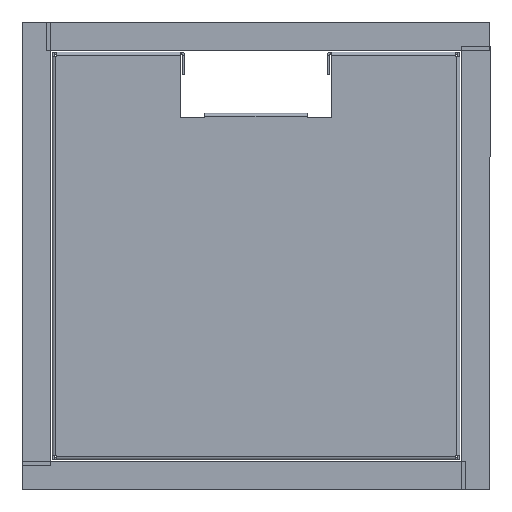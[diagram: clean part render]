
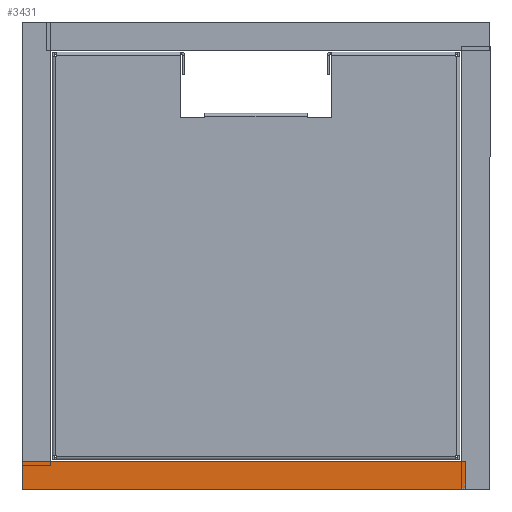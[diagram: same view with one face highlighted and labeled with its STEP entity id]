
A CAD part, front view. The second image highlights one B-rep face of the part: STEP entity #3431.
In plain terms, the highlighted planar face has unit normal (0, -1, 0).
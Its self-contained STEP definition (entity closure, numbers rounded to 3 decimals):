
#28 = PLANE ( 'NONE',  #1720 ) ;
#195 = EDGE_CURVE ( 'NONE', #521, #1186, #4401, .T. ) ;
#267 = LINE ( 'NONE', #1754, #2093 ) ;
#475 = VECTOR ( 'NONE', #3541, 1000. ) ;
#521 = VERTEX_POINT ( 'NONE', #2555 ) ;
#1055 = DIRECTION ( 'NONE',  ( 0., 0., -1. ) ) ;
#1129 = VERTEX_POINT ( 'NONE', #3259 ) ;
#1186 = VERTEX_POINT ( 'NONE', #1797 ) ;
#1359 = CARTESIAN_POINT ( 'NONE',  ( 20., 0., 306.8 ) ) ;
#1381 = DIRECTION ( 'NONE',  ( 0., 0., -1. ) ) ;
#1720 = AXIS2_PLACEMENT_3D ( 'NONE', #3617, #3520, #3814 ) ;
#1721 = ORIENTED_EDGE ( 'NONE', *, *, #4657, .T. ) ;
#1754 = CARTESIAN_POINT ( 'NONE',  ( 0., 0., 306.8 ) ) ;
#1797 = CARTESIAN_POINT ( 'NONE',  ( 20., 0., 0. ) ) ;
#2093 = VECTOR ( 'NONE', #1381, 1000. ) ;
#2128 = ORIENTED_EDGE ( 'NONE', *, *, #3016, .F. ) ;
#2204 = EDGE_CURVE ( 'NONE', #1129, #4625, #3376, .T. ) ;
#2393 = LINE ( 'NONE', #3528, #4199 ) ;
#2473 = DIRECTION ( 'NONE',  ( 1., 0., 0. ) ) ;
#2555 = CARTESIAN_POINT ( 'NONE',  ( 0., 0., 0. ) ) ;
#2600 = CARTESIAN_POINT ( 'NONE',  ( 0., 0., 0. ) ) ;
#3016 = EDGE_CURVE ( 'NONE', #4625, #1186, #2393, .T. ) ;
#3259 = CARTESIAN_POINT ( 'NONE',  ( 0., 0., 306.8 ) ) ;
#3376 = LINE ( 'NONE', #3507, #475 ) ;
#3431 = ADVANCED_FACE ( 'NONE', ( #4142 ), #28, .F. ) ;
#3507 = CARTESIAN_POINT ( 'NONE',  ( 0., 0., 306.8 ) ) ;
#3520 = DIRECTION ( 'NONE',  ( 0., 1., 0. ) ) ;
#3528 = CARTESIAN_POINT ( 'NONE',  ( 20., 0., 306.8 ) ) ;
#3541 = DIRECTION ( 'NONE',  ( 1., 0., 0. ) ) ;
#3617 = CARTESIAN_POINT ( 'NONE',  ( 0., 0., 306.8 ) ) ;
#3814 = DIRECTION ( 'NONE',  ( 0., 0., 1. ) ) ;
#4002 = ORIENTED_EDGE ( 'NONE', *, *, #195, .T. ) ;
#4142 = FACE_OUTER_BOUND ( 'NONE', #4622, .T. ) ;
#4199 = VECTOR ( 'NONE', #1055, 1000. ) ;
#4230 = VECTOR ( 'NONE', #2473, 1000. ) ;
#4401 = LINE ( 'NONE', #2600, #4230 ) ;
#4583 = ORIENTED_EDGE ( 'NONE', *, *, #2204, .F. ) ;
#4622 = EDGE_LOOP ( 'NONE', ( #4002, #2128, #4583, #1721 ) ) ;
#4625 = VERTEX_POINT ( 'NONE', #1359 ) ;
#4657 = EDGE_CURVE ( 'NONE', #1129, #521, #267, .T. ) ;
